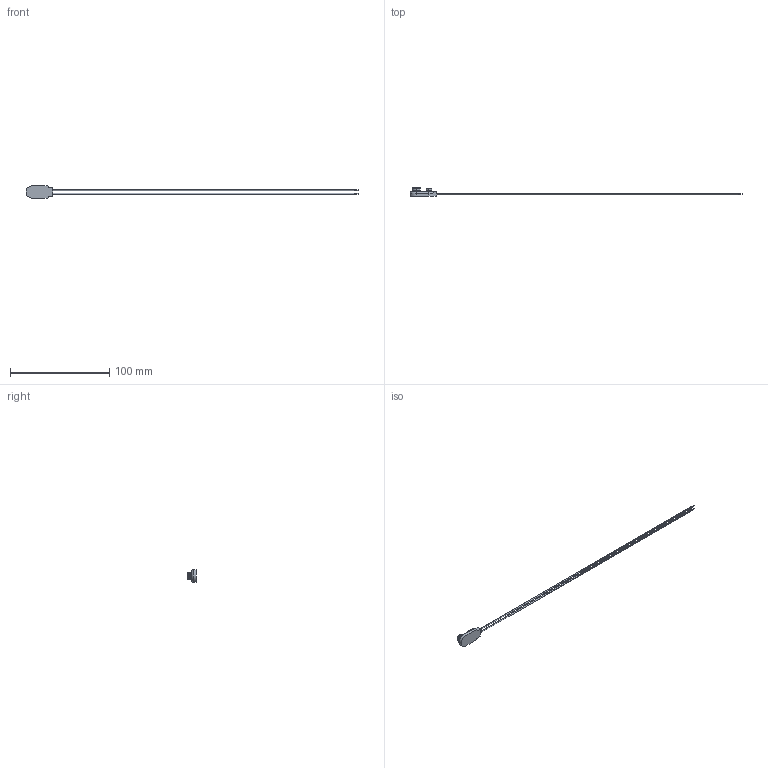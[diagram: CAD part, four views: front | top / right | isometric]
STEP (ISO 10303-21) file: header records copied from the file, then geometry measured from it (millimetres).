
FILE_DESCRIPTION (( 'STEP AP214' ), '1' );
FILE_NAME ('BS12I-MC.STEP', '2020-02-07T12:20:51', ( '' ), ( '' ), 'SwSTEP 2.0', 'SolidWorks 2017', '' );
FILE_SCHEMA (( 'AUTOMOTIVE_DESIGN' ));
Length unit declared in the file: millimetre
Products named in the file (1): BS12I-MC
Bounding box: 334.9 x 8.28 x 12.85 mm (x, y, z)
Volume: 2358.6 mm3; surface area: 6258 mm2
Topology: 7 solids, 7 shells, 151 faces, 381 edges, 248 vertices
Faces by surface type: plane 79, cylinder 57, torus 15
Entity records: 4806 total; most frequent: CARTESIAN_POINT 1017, DIRECTION 810, ORIENTED_EDGE 762, EDGE_CURVE 381, AXIS2_PLACEMENT_3D 327, VERTEX_POINT 248, CIRCLE 175, EDGE_LOOP 171
